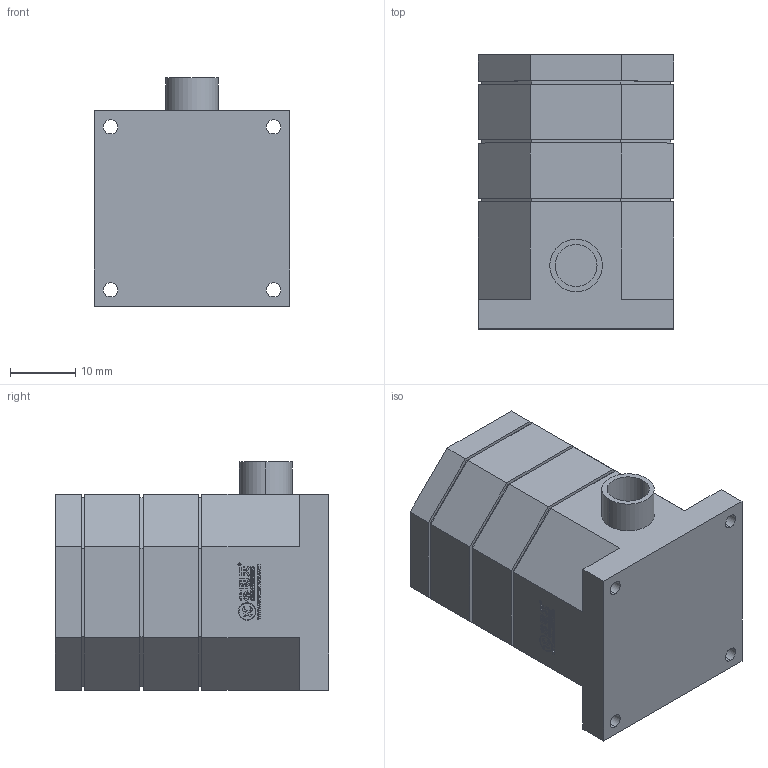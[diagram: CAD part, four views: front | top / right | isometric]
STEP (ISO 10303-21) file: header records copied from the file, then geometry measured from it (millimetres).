
FILE_DESCRIPTION (( 'STEP AP203' ), '1' );
FILE_NAME ('P63.XYZ7-B1俋倛芞.STEP', '2019-11-28T07:55:14', ( '' ), ( '' ), 'SwSTEP 2.0', 'SolidWorks 2016', '' );
FILE_SCHEMA (( 'CONFIG_CONTROL_DESIGN' ));
Length unit declared in the file: millimetre
Products named in the file (1): P63.XYZ7-B1俋倛芞
Bounding box: 30.02 x 42 x 35 mm (x, y, z)
Volume: 32836.1 mm3; surface area: 6994.6 mm2
Topology: 1 solids, 1 shells, 753 faces, 2033 edges, 1342 vertices
Faces by surface type: plane 423, bspline 282, cylinder 32, cone 16
Entity records: 29996 total; most frequent: CARTESIAN_POINT 12939, ORIENTED_EDGE 4034, DIRECTION 2461, EDGE_CURVE 2017, VECTOR 1389, LINE 1389, VERTEX_POINT 1342, EDGE_LOOP 837
